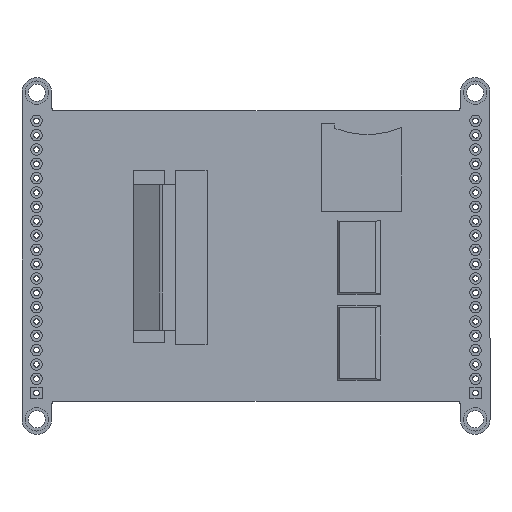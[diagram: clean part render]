
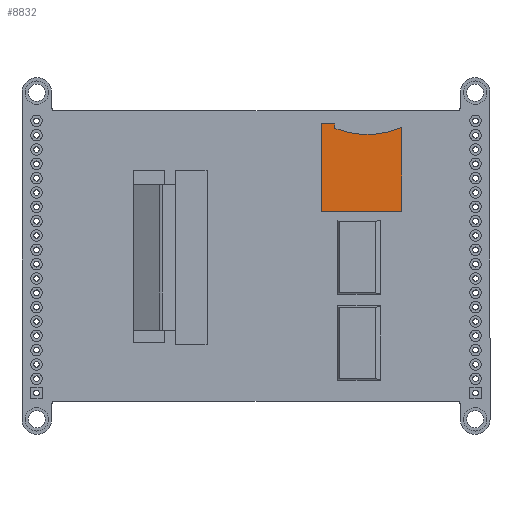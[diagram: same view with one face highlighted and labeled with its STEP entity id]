
A CAD part, top view. The second image highlights one B-rep face of the part: STEP entity #8832.
In plain terms, the highlighted planar face has unit normal (0, 0, 1).
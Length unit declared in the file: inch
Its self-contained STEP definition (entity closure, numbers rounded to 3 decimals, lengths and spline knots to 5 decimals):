
#102 = ORIENTED_EDGE ( 'NONE', *, *, #3499, .T. ) ;
#349 = VERTEX_POINT ( 'NONE', #3068 ) ;
#404 = CARTESIAN_POINT ( 'NONE',  ( 0.4525, 0.9075, 0.13 ) ) ;
#676 = DIRECTION ( 'NONE',  ( 0., 0., 1. ) ) ;
#1119 = FACE_OUTER_BOUND ( 'NONE', #13789, .T. ) ;
#1283 = EDGE_CURVE ( 'NONE', #3451, #349, #7257, .T. ) ;
#1383 = CARTESIAN_POINT ( 'NONE',  ( 0.4525, 0.9075, 0.13 ) ) ;
#1640 = DIRECTION ( 'NONE',  ( -1., 0., 0. ) ) ;
#2268 = ORIENTED_EDGE ( 'NONE', *, *, #11439, .F. ) ;
#2308 = ORIENTED_EDGE ( 'NONE', *, *, #1283, .F. ) ;
#2412 = CARTESIAN_POINT ( 'NONE',  ( 0.4525, 0.9075, 0.13 ) ) ;
#2441 = VECTOR ( 'NONE', #4752, 39.37008 ) ;
#3068 = CARTESIAN_POINT ( 'NONE',  ( 0.5425, 0.8759, 0.13 ) ) ;
#3248 = CARTESIAN_POINT ( 'NONE',  ( 0.5425, 0.9075, 0.13 ) ) ;
#3311 = VERTEX_POINT ( 'NONE', #14159 ) ;
#3451 = VERTEX_POINT ( 'NONE', #3248 ) ;
#3499 = EDGE_CURVE ( 'NONE', #4719, #6701, #9192, .T. ) ;
#3609 = DIRECTION ( 'NONE',  ( 1., 0., 0. ) ) ;
#3675 = LINE ( 'NONE', #1383, #2441 ) ;
#4719 = VERTEX_POINT ( 'NONE', #12986 ) ;
#4752 = DIRECTION ( 'NONE',  ( 0., -1., 0. ) ) ;
#4933 = AXIS2_PLACEMENT_3D ( 'NONE', #7428, #676, #14285 ) ;
#5567 = CARTESIAN_POINT ( 'NONE',  ( 0.4525, 0.3065, 0.13 ) ) ;
#5786 = DIRECTION ( 'NONE',  ( 0., 0., 1. ) ) ;
#5914 = VECTOR ( 'NONE', #1640, 39.37008 ) ;
#6204 = LINE ( 'NONE', #12740, #7792 ) ;
#6283 = EDGE_CURVE ( 'NONE', #11997, #4719, #3675, .T. ) ;
#6701 = VERTEX_POINT ( 'NONE', #13405 ) ;
#7257 = LINE ( 'NONE', #14036, #9057 ) ;
#7428 = CARTESIAN_POINT ( 'NONE',  ( 0., 0., 0.13 ) ) ;
#7708 = EDGE_CURVE ( 'NONE', #3451, #11997, #9633, .T. ) ;
#7792 = VECTOR ( 'NONE', #10383, 39.37008 ) ;
#8046 = CARTESIAN_POINT ( 'NONE',  ( 0.76432, 1.44942, 0.13 ) ) ;
#8617 = CIRCLE ( 'NONE', #11953, 0.61492 ) ;
#8832 = ADVANCED_FACE ( 'NONE', ( #1119 ), #11924, .T. ) ;
#9057 = VECTOR ( 'NONE', #12553, 39.37008 ) ;
#9192 = LINE ( 'NONE', #5567, #9530 ) ;
#9240 = EDGE_CURVE ( 'NONE', #6701, #3311, #6204, .T. ) ;
#9530 = VECTOR ( 'NONE', #10211, 39.37008 ) ;
#9633 = LINE ( 'NONE', #404, #5914 ) ;
#10211 = DIRECTION ( 'NONE',  ( 1., 0., 0. ) ) ;
#10383 = DIRECTION ( 'NONE',  ( 0., 1., 0. ) ) ;
#10711 = ORIENTED_EDGE ( 'NONE', *, *, #7708, .T. ) ;
#11439 = EDGE_CURVE ( 'NONE', #349, #3311, #8617, .T. ) ;
#11924 = PLANE ( 'NONE',  #4933 ) ;
#11953 = AXIS2_PLACEMENT_3D ( 'NONE', #8046, #5786, #3609 ) ;
#11997 = VERTEX_POINT ( 'NONE', #2412 ) ;
#12156 = ORIENTED_EDGE ( 'NONE', *, *, #6283, .T. ) ;
#12553 = DIRECTION ( 'NONE',  ( 0., -1., 0. ) ) ;
#12638 = ORIENTED_EDGE ( 'NONE', *, *, #9240, .T. ) ;
#12740 = CARTESIAN_POINT ( 'NONE',  ( 1.0025, 0.9075, 0.13 ) ) ;
#12986 = CARTESIAN_POINT ( 'NONE',  ( 0.4525, 0.3065, 0.13 ) ) ;
#13405 = CARTESIAN_POINT ( 'NONE',  ( 1.0025, 0.3065, 0.13 ) ) ;
#13789 = EDGE_LOOP ( 'NONE', ( #2268, #2308, #10711, #12156, #102, #12638 ) ) ;
#14036 = CARTESIAN_POINT ( 'NONE',  ( 0.5425, 0.9075, 0.13 ) ) ;
#14159 = CARTESIAN_POINT ( 'NONE',  ( 1.0025, 0.8825, 0.13 ) ) ;
#14285 = DIRECTION ( 'NONE',  ( 1., 0., 0. ) ) ;
